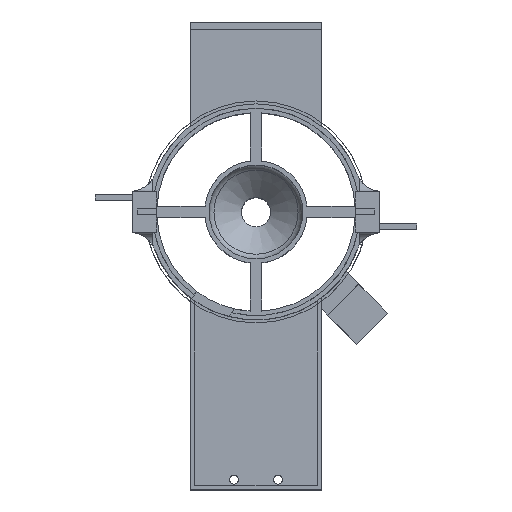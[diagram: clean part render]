
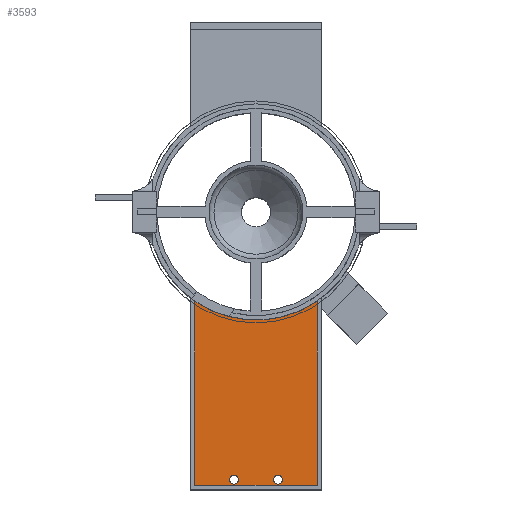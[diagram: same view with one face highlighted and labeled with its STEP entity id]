
A CAD part, top view. The second image highlights one B-rep face of the part: STEP entity #3593.
In plain terms, the highlighted planar face has unit normal (0, 0, 1).
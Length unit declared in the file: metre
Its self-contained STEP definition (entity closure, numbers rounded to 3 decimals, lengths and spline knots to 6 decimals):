
#44=PLANE('',#3835);
#177=LINE('',#5455,#457);
#178=LINE('',#5457,#458);
#179=LINE('',#5459,#459);
#457=VECTOR('',#4244,1.);
#458=VECTOR('',#4245,1.);
#459=VECTOR('',#4246,1.);
#701=CIRCLE('',#3836,0.0015);
#702=CIRCLE('',#3837,0.0015);
#703=CIRCLE('',#3838,0.0369);
#917=ORIENTED_EDGE('',*,*,#1923,.F.);
#918=ORIENTED_EDGE('',*,*,#1924,.F.);
#919=ORIENTED_EDGE('',*,*,#1925,.F.);
#920=ORIENTED_EDGE('',*,*,#1926,.T.);
#921=ORIENTED_EDGE('',*,*,#1927,.T.);
#922=ORIENTED_EDGE('',*,*,#1928,.T.);
#1923=EDGE_CURVE('',#2437,#2437,#701,.T.);
#1924=EDGE_CURVE('',#2438,#2438,#702,.T.);
#1925=EDGE_CURVE('',#2439,#2440,#703,.T.);
#1926=EDGE_CURVE('',#2439,#2441,#177,.T.);
#1927=EDGE_CURVE('',#2441,#2442,#178,.T.);
#1928=EDGE_CURVE('',#2442,#2440,#179,.T.);
#2437=VERTEX_POINT('',#5449);
#2438=VERTEX_POINT('',#5451);
#2439=VERTEX_POINT('',#5453);
#2440=VERTEX_POINT('',#5454);
#2441=VERTEX_POINT('',#5456);
#2442=VERTEX_POINT('',#5458);
#2908=EDGE_LOOP('',(#917));
#2909=EDGE_LOOP('',(#918));
#2910=EDGE_LOOP('',(#919,#920,#921,#922));
#3218=FACE_BOUND('',#2908,.T.);
#3219=FACE_BOUND('',#2909,.T.);
#3220=FACE_BOUND('',#2910,.T.);
#3593=ADVANCED_FACE('',(#3218,#3219,#3220),#44,.T.);
#3835=AXIS2_PLACEMENT_3D('',#5447,#4236,#4237);
#3836=AXIS2_PLACEMENT_3D('',#5448,#4238,#4239);
#3837=AXIS2_PLACEMENT_3D('',#5450,#4240,#4241);
#3838=AXIS2_PLACEMENT_3D('',#5452,#4242,#4243);
#4236=DIRECTION('',(0.,0.,1.));
#4237=DIRECTION('',(-1.,0.,0.));
#4238=DIRECTION('',(0.,0.,1.));
#4239=DIRECTION('',(1.,0.,0.));
#4240=DIRECTION('',(0.,0.,1.));
#4241=DIRECTION('',(1.,0.,0.));
#4242=DIRECTION('',(0.,0.,1.));
#4243=DIRECTION('',(-1.,0.,0.));
#4244=DIRECTION('',(0.,-1.,0.));
#4245=DIRECTION('',(1.,0.,0.));
#4246=DIRECTION('',(0.,1.,0.));
#5447=CARTESIAN_POINT('',(0.,-0.03245,-0.029993));
#5448=CARTESIAN_POINT('',(-0.0075,-0.0914,-0.029993));
#5449=CARTESIAN_POINT('',(-0.006,-0.0914,-0.029993));
#5450=CARTESIAN_POINT('',(0.0075,-0.0914,-0.029993));
#5451=CARTESIAN_POINT('',(0.009,-0.0914,-0.029993));
#5452=CARTESIAN_POINT('',(0.,0.,-0.029993));
#5453=CARTESIAN_POINT('',(-0.021,-0.030342,-0.029993));
#5454=CARTESIAN_POINT('',(0.021,-0.030342,-0.029993));
#5455=CARTESIAN_POINT('',(-0.021,-0.061871,-0.029993));
#5456=CARTESIAN_POINT('',(-0.021,-0.0934,-0.029993));
#5457=CARTESIAN_POINT('',(0.,-0.0934,-0.029993));
#5458=CARTESIAN_POINT('',(0.021,-0.0934,-0.029993));
#5459=CARTESIAN_POINT('',(0.021,-0.061871,-0.029993));
